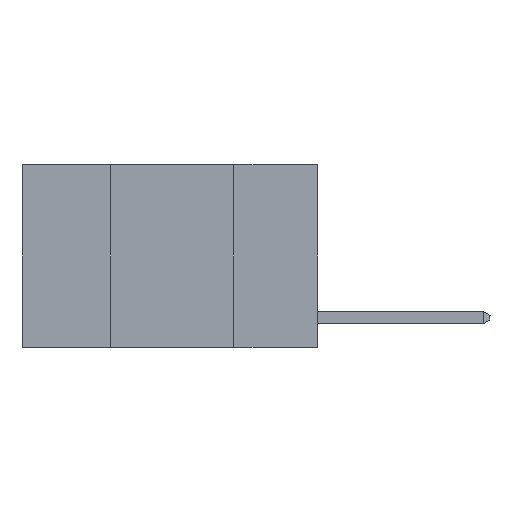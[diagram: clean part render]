
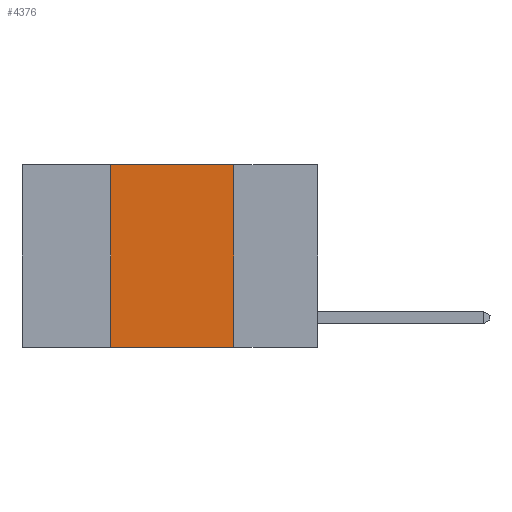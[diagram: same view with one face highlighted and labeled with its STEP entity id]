
A CAD part, left-side view. The second image highlights one B-rep face of the part: STEP entity #4376.
In plain terms, the highlighted planar face has unit normal (-1, 0, 0).
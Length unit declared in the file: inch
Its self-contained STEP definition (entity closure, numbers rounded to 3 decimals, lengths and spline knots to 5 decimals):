
#208 = DIRECTION ( 'NONE',  ( 0., 0., -1. ) ) ;
#1764 = VECTOR ( 'NONE', #5514, 39.37008 ) ;
#2281 = VERTEX_POINT ( 'NONE', #7587 ) ;
#2902 = VECTOR ( 'NONE', #3997, 39.37008 ) ;
#3448 = CARTESIAN_POINT ( 'NONE',  ( 0., 0.6, 0. ) ) ;
#3510 = CARTESIAN_POINT ( 'NONE',  ( 0., 0.42, 0. ) ) ;
#3524 = LINE ( 'NONE', #15962, #2902 ) ;
#3665 = AXIS2_PLACEMENT_3D ( 'NONE', #10253, #6195, #208 ) ;
#3997 = DIRECTION ( 'NONE',  ( 0., -1., 0. ) ) ;
#4163 = ORIENTED_EDGE ( 'NONE', *, *, #15383, .F. ) ;
#4376 = ADVANCED_FACE ( 'NONE', ( #20302 ), #12292, .F. ) ;
#5455 = ORIENTED_EDGE ( 'NONE', *, *, #7626, .F. ) ;
#5465 = CARTESIAN_POINT ( 'NONE',  ( 0., 0.42, -0.37 ) ) ;
#5514 = DIRECTION ( 'NONE',  ( 0., -1., 0. ) ) ;
#5581 = DIRECTION ( 'NONE',  ( 0., 0., 1. ) ) ;
#5977 = LINE ( 'NONE', #15879, #21968 ) ;
#6195 = DIRECTION ( 'NONE',  ( 1., 0., 0. ) ) ;
#7587 = CARTESIAN_POINT ( 'NONE',  ( 0., 0.42, 0. ) ) ;
#7626 = EDGE_CURVE ( 'NONE', #21341, #24243, #5977, .T. ) ;
#8428 = VERTEX_POINT ( 'NONE', #5465 ) ;
#10253 = CARTESIAN_POINT ( 'NONE',  ( 0., 0.6, 0. ) ) ;
#10819 = LINE ( 'NONE', #3510, #20811 ) ;
#12292 = PLANE ( 'NONE',  #3665 ) ;
#14728 = EDGE_LOOP ( 'NONE', ( #5455, #14889, #4163, #19577 ) ) ;
#14889 = ORIENTED_EDGE ( 'NONE', *, *, #21885, .F. ) ;
#15383 = EDGE_CURVE ( 'NONE', #8428, #2281, #10819, .T. ) ;
#15710 = DIRECTION ( 'NONE',  ( 0., 0., -1. ) ) ;
#15879 = CARTESIAN_POINT ( 'NONE',  ( 0., 0.17, 0. ) ) ;
#15962 = CARTESIAN_POINT ( 'NONE',  ( 0., 0.6, -0.37 ) ) ;
#16630 = CARTESIAN_POINT ( 'NONE',  ( 0., 0.17, -0.37 ) ) ;
#17817 = LINE ( 'NONE', #3448, #1764 ) ;
#17825 = CARTESIAN_POINT ( 'NONE',  ( 0., 0.17, 0. ) ) ;
#19577 = ORIENTED_EDGE ( 'NONE', *, *, #24697, .T. ) ;
#20302 = FACE_OUTER_BOUND ( 'NONE', #14728, .T. ) ;
#20811 = VECTOR ( 'NONE', #5581, 39.37008 ) ;
#21341 = VERTEX_POINT ( 'NONE', #17825 ) ;
#21885 = EDGE_CURVE ( 'NONE', #2281, #21341, #17817, .T. ) ;
#21968 = VECTOR ( 'NONE', #15710, 39.37008 ) ;
#24243 = VERTEX_POINT ( 'NONE', #16630 ) ;
#24697 = EDGE_CURVE ( 'NONE', #8428, #24243, #3524, .T. ) ;
